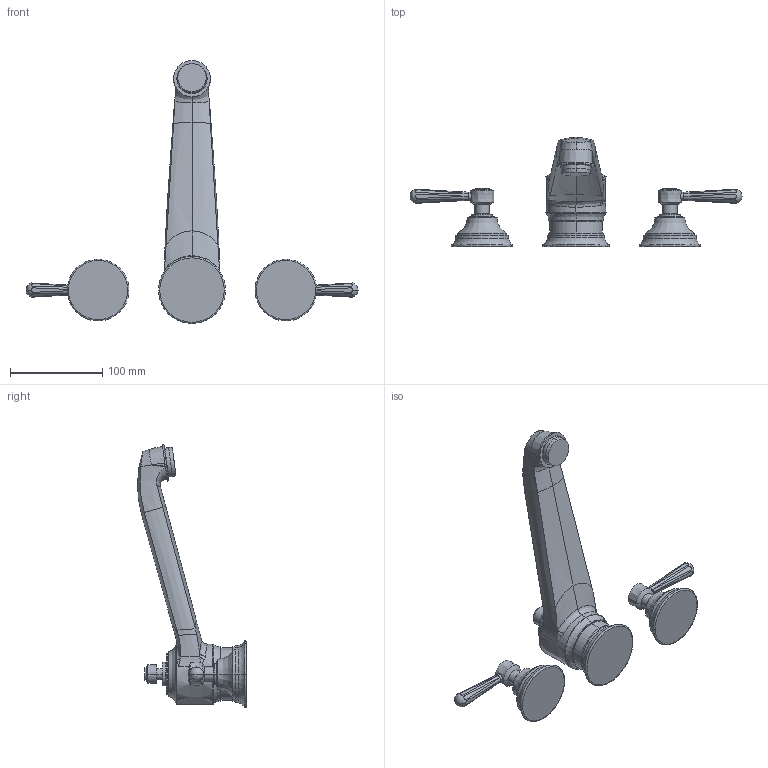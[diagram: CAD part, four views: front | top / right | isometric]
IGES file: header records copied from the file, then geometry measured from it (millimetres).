
Start section:  PTC IGES file: 3-1666.igs
Global section: file name: 3-1666.igs; native system: Creo Parametric by PTC Inc.; preprocessor: 2018400; author: jinson.thomas; organization: Unknown; date: 20210312.104615; units: inch
Bounding box: 359.38 x 117.93 x 284.77 mm (x, y, z)
Volume: 687879.5 mm3; surface area: 87614.8 mm2
Topology: 3 solids, 3 shells, 919 faces, 2441 edges, 1586 vertices
Faces by surface type: bspline 485, revolution 414, extrusion 20
